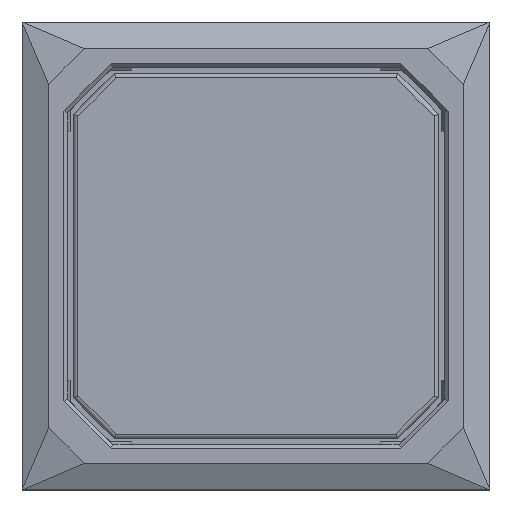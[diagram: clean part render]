
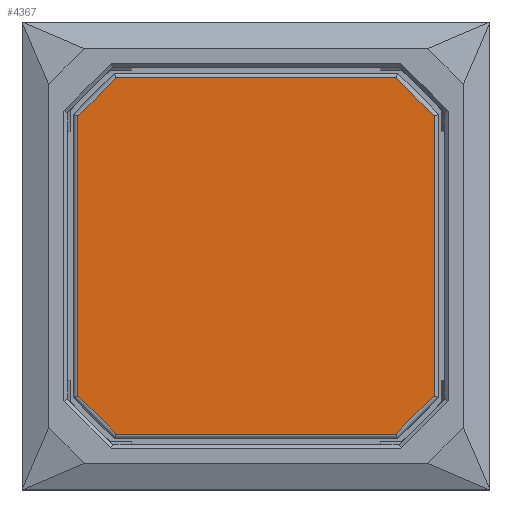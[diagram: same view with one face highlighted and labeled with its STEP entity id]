
A CAD part, top view. The second image highlights one B-rep face of the part: STEP entity #4367.
In plain terms, the highlighted planar face has unit normal (0, 0, 1).
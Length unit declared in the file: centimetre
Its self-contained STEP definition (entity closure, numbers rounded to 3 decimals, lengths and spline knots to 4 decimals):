
#533=FACE_OUTER_BOUND($,#818,.T.);
#818=EDGE_LOOP($,(#3922,#3923,#3924,#3925,#3926,#3927,#3928,#3929));
#1265=LINE($,#10665,#1642);
#1266=LINE($,#10667,#1643);
#1267=LINE($,#10669,#1644);
#1268=LINE($,#10671,#1645);
#1269=LINE($,#10673,#1646);
#1270=LINE($,#10675,#1647);
#1271=LINE($,#10677,#1648);
#1272=LINE($,#10678,#1649);
#1642=VECTOR($,#5938,0.2876);
#1643=VECTOR($,#5939,1.4883);
#1644=VECTOR($,#5940,0.2876);
#1645=VECTOR($,#5941,1.4883);
#1646=VECTOR($,#5942,0.2876);
#1647=VECTOR($,#5943,1.4883);
#1648=VECTOR($,#5944,0.2876);
#1649=VECTOR($,#5945,1.4883);
#2088=VERTEX_POINT($,#10663);
#2089=VERTEX_POINT($,#10664);
#2090=VERTEX_POINT($,#10666);
#2091=VERTEX_POINT($,#10668);
#2092=VERTEX_POINT($,#10670);
#2093=VERTEX_POINT($,#10672);
#2094=VERTEX_POINT($,#10674);
#2095=VERTEX_POINT($,#10676);
#2705=EDGE_CURVE($,#2088,#2089,#1265,.T.);
#2706=EDGE_CURVE($,#2090,#2088,#1266,.T.);
#2707=EDGE_CURVE($,#2091,#2090,#1267,.T.);
#2708=EDGE_CURVE($,#2092,#2091,#1268,.T.);
#2709=EDGE_CURVE($,#2093,#2092,#1269,.T.);
#2710=EDGE_CURVE($,#2094,#2093,#1270,.T.);
#2711=EDGE_CURVE($,#2095,#2094,#1271,.T.);
#2712=EDGE_CURVE($,#2089,#2095,#1272,.T.);
#3922=ORIENTED_EDGE($,*,*,#2705,.F.);
#3923=ORIENTED_EDGE($,*,*,#2706,.F.);
#3924=ORIENTED_EDGE($,*,*,#2707,.F.);
#3925=ORIENTED_EDGE($,*,*,#2708,.F.);
#3926=ORIENTED_EDGE($,*,*,#2709,.F.);
#3927=ORIENTED_EDGE($,*,*,#2710,.F.);
#3928=ORIENTED_EDGE($,*,*,#2711,.F.);
#3929=ORIENTED_EDGE($,*,*,#2712,.F.);
#4117=PLANE($,#4771);
#4367=ADVANCED_FACE($,(#533),#4117,.T.);
#4771=AXIS2_PLACEMENT_3D($,#10662,#5936,#5937);
#5936=DIRECTION('center_axis',(0.,0.,
1.));
#5937=DIRECTION('ref_axis',(1.,0.,0.));
#5938=DIRECTION($,(-0.707,-0.707,0.));
#5939=DIRECTION($,(0.,-1.,0.));
#5940=DIRECTION($,(0.707,-0.707,0.));
#5941=DIRECTION($,(1.,0.,0.));
#5942=DIRECTION($,(0.707,0.707,0.));
#5943=DIRECTION($,(0.,1.,0.));
#5944=DIRECTION($,(-0.707,0.707,0.));
#5945=DIRECTION($,(-1.,0.,0.));
#10662=CARTESIAN_POINT('Origin',(0.,0.,
2.635));
#10663=CARTESIAN_POINT('',(0.9475,-0.7441,2.635));
#10664=CARTESIAN_POINT('',(0.7441,-0.9475,2.635));
#10665=CARTESIAN_POINT($,(0.9003,-0.7913,2.635));
#10666=CARTESIAN_POINT('',(0.9475,0.7441,2.635));
#10667=CARTESIAN_POINT($,(0.9475,0.3773,2.635));
#10668=CARTESIAN_POINT('',(0.7441,0.9475,2.635));
#10669=CARTESIAN_POINT($,(0.7913,0.9003,2.635));
#10670=CARTESIAN_POINT('',(-0.7441,0.9475,2.635));
#10671=CARTESIAN_POINT($,(-0.3773,0.9475,2.635));
#10672=CARTESIAN_POINT('',(-0.9475,0.7441,2.635));
#10673=CARTESIAN_POINT($,(-0.9003,0.7913,2.635));
#10674=CARTESIAN_POINT('',(-0.9475,-0.7441,2.635));
#10675=CARTESIAN_POINT($,(-0.9475,-0.3772,2.635));
#10676=CARTESIAN_POINT('',(-0.7441,-0.9475,2.635));
#10677=CARTESIAN_POINT($,(-0.7913,-0.9003,2.635));
#10678=CARTESIAN_POINT($,(0.3772,-0.9475,2.635));
